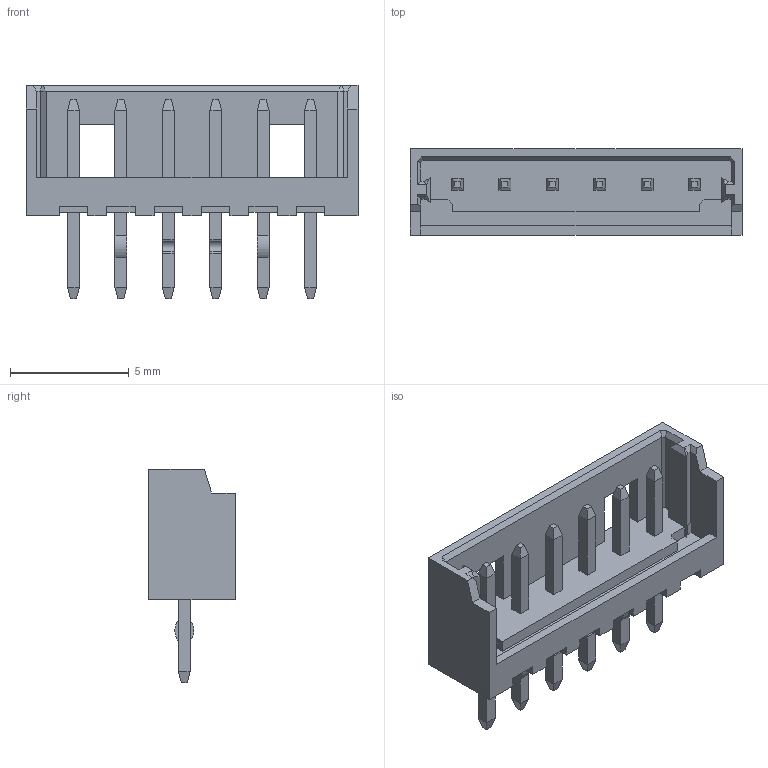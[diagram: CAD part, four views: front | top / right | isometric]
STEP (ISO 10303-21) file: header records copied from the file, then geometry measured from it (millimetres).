
FILE_DESCRIPTION(('FreeCAD Model'),'2;1');
FILE_NAME('_32530670_cp.step', '2020-02-20T16:17:25',('kicad StepUp'),('ksu MCAD'), 'Open CASCADE STEP processor 7.3','FreeCAD','Unknown');
FILE_SCHEMA(('AUTOMOTIVE_DESIGN { 1 0 10303 214 1 1 1 1 }'));
Length unit declared in the file: millimetre
Products named in the file (1): _32530670_cp
Bounding box: 14 x 3.65 x 9 mm (x, y, z)
Volume: 115.1 mm3; surface area: 421.4 mm2
Topology: 1 solids, 1 shells, 245 faces, 635 edges, 402 vertices
Faces by surface type: plane 229, cylinder 16
Entity records: 9004 total; most frequent: CARTESIAN_POINT 1283, ORIENTED_EDGE 1270, DIRECTION 1159, EDGE_CURVE 635, LINE 603, VECTOR 603, VERTEX_POINT 402, AXIS2_PLACEMENT_3D 278
